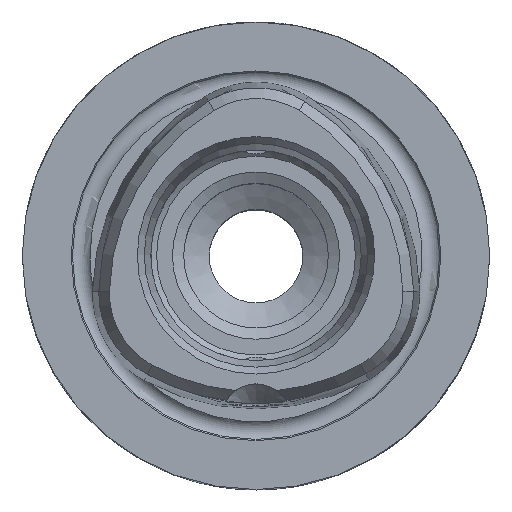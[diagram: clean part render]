
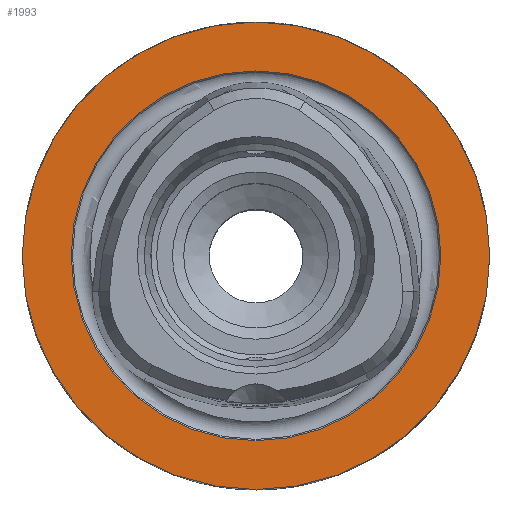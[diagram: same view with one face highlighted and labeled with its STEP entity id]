
A CAD part, top view. The second image highlights one B-rep face of the part: STEP entity #1993.
In plain terms, the highlighted planar face has unit normal (0, 0, 1).
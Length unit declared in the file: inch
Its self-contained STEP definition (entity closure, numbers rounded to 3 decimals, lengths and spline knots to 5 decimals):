
#75=FACE_BOUND('',#342,.T.);
#115=PLANE('',#2255);
#220=FACE_OUTER_BOUND('',#341,.T.);
#341=EDGE_LOOP('',(#1746));
#342=EDGE_LOOP('',(#1747));
#658=CIRCLE('',#2161,0.7874);
#697=CIRCLE('',#2251,0.62261);
#829=VERTEX_POINT('',#3643);
#892=VERTEX_POINT('',#4003);
#1077=EDGE_CURVE('',#829,#829,#658,.T.);
#1177=EDGE_CURVE('',#892,#892,#697,.T.);
#1746=ORIENTED_EDGE('',*,*,#1077,.T.);
#1747=ORIENTED_EDGE('',*,*,#1177,.T.);
#1993=ADVANCED_FACE('',(#220,#75),#115,.T.);
#2161=AXIS2_PLACEMENT_3D('',#3645,#2598,#2599);
#2251=AXIS2_PLACEMENT_3D('',#4005,#2817,#2818);
#2255=AXIS2_PLACEMENT_3D('',#4009,#2825,#2826);
#2598=DIRECTION('center_axis',(0.,0.,
1.));
#2599=DIRECTION('ref_axis',(1.,0.,0.));
#2817=DIRECTION('center_axis',(0.,0.,
-1.));
#2818=DIRECTION('ref_axis',(0.,1.,0.));
#2825=DIRECTION('center_axis',(0.,0.,
1.));
#2826=DIRECTION('ref_axis',(1.,0.,0.));
#3643=CARTESIAN_POINT('',(-1.23786,-0.10094,0.73852));
#3645=CARTESIAN_POINT('Origin',(-0.45045,-0.10094,0.73852));
#4003=CARTESIAN_POINT('',(-0.45045,-0.72354,0.73852));
#4005=CARTESIAN_POINT('Origin',(-0.45045,-0.10094,0.73852));
#4009=CARTESIAN_POINT('Origin',(-0.45045,-0.10094,0.73852));
